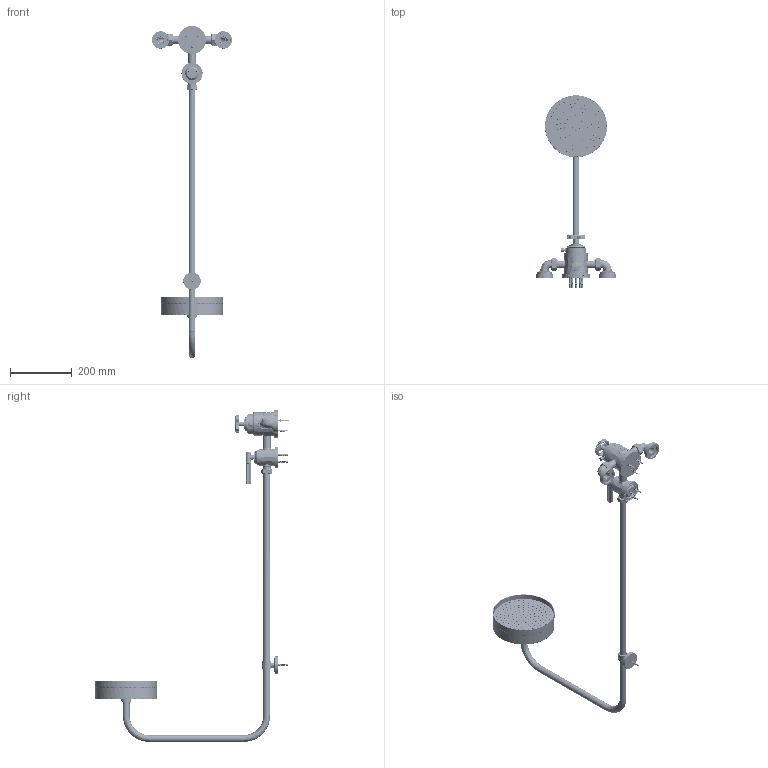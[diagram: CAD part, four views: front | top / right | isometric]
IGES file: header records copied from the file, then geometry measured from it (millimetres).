
Global section: file name: V7KA7WLL9; native system: Autodesk Inventor 2020; preprocessor: unknown; author: adaniels; date: 20220131.124133; units: millimetre
Bounding box: 259.17 x 625.1 x 1071.98 mm (x, y, z)
Volume: 2187244.7 mm3; surface area: 659570.9 mm2
Topology: 117 solids, 121 shells, 6068 faces, 16991 edges, 11540 vertices
Faces by surface type: bspline 6068
